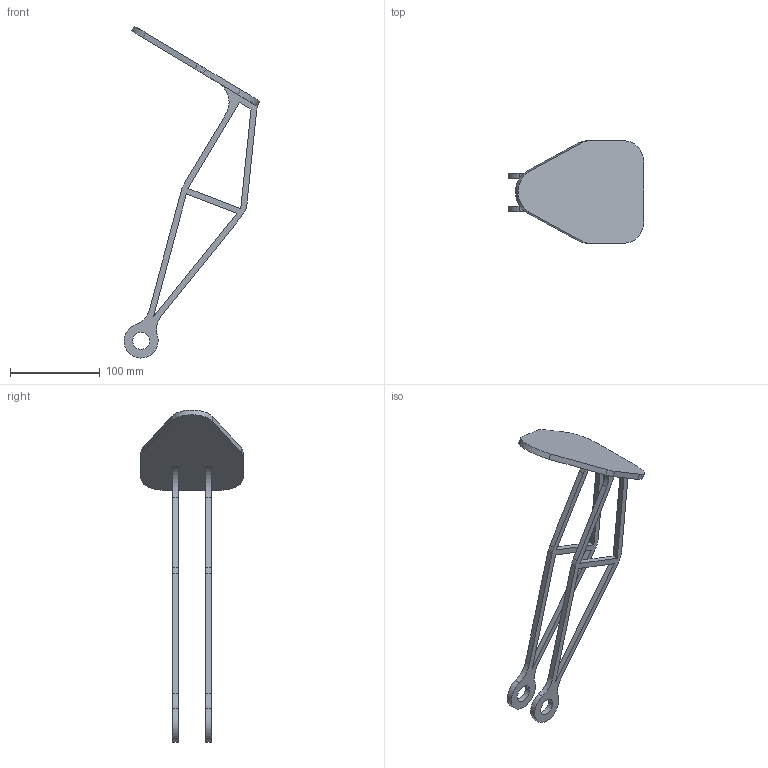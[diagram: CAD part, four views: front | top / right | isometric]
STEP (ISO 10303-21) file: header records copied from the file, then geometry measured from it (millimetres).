
FILE_DESCRIPTION(/* description */ ('STEP AP242','CAx-IF Rec.Pracs.---Representation and Presentation of Product Manufacturing Information (PMI)---4.0---2014-10-13','CAx-IF Rec.Pracs.---3D Tessellated Geometry---0.4---2014-09-14','2;1'),/* implementation_level */ '2;1');
FILE_NAME(/* name */ '67d59bdf3d424d4cfc5d9f30',/* time_stamp */ '2025-03-15T15:25:20Z',/* author */ (''),/* organization */ (''),/* preprocessor_version */ 'ST-DEVELOPER v20',/* originating_system */ 'ONSHAPE BY PTC INC, 1.195',/* authorisation */ ' ');
FILE_SCHEMA (('AP242_MANAGED_MODEL_BASED_3D_ENGINEERING_MIM_LF { 1 0 10303 442 1 1 4 }'));
Length unit declared in the file: metre
Products named in the file (2): Simulation Assembly; Climber Arm
Assembly tree (1 placements, depth 2):
  Simulation Assembly
    Climber Arm
Bounding box: 151.86 x 114.3 x 370.8 mm (x, y, z)
Volume: 158511.8 mm3; surface area: 69916 mm2
Topology: 1 solids, 1 shells, 54 faces, 156 edges, 104 vertices
Faces by surface type: plane 33, cylinder 21
Full cylindrical faces by diameter (mm): 19.05 x2
Entity records: 1837 total; most frequent: CARTESIAN_POINT 314, ORIENTED_EDGE 308, DIRECTION 308, EDGE_CURVE 154, LINE 112, VECTOR 112, VERTEX_POINT 104, AXIS2_PLACEMENT_3D 98
